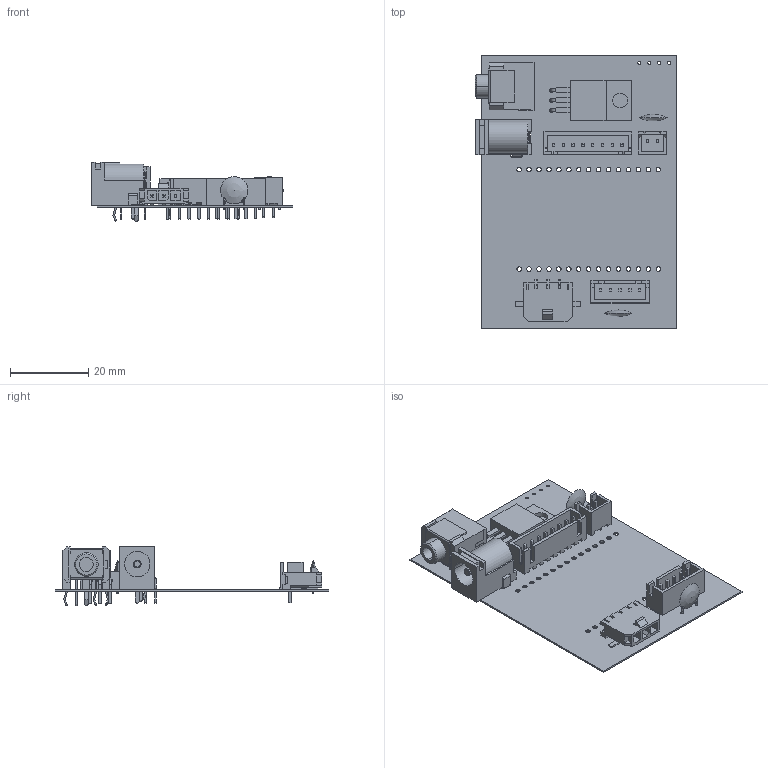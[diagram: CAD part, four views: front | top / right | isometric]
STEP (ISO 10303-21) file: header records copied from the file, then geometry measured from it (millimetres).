
FILE_DESCRIPTION(('Open CASCADE Model'),'2;1');
FILE_NAME('Open CASCADE Shape Model','2023-03-19T20:34:32',('Author'),( 'Open CASCADE'),'Open CASCADE STEP processor 7.5','Open CASCADE 7.5' ,'Unknown');
FILE_SCHEMA(('AUTOMOTIVE_DESIGN { 1 0 10303 214 1 1 1 1 }'));
Length unit declared in the file: millimetre
Products named in the file (22): PCB; Board; Open CASCADE STEP translator 7.5 1.1.1; J3; User Library-B8B-XH-A; J2; JST-XH - 2Pin v1; CN1; B5B-XH-A; C2; User Library-Ceramic Disc Capacitor 0_2in pitch(1); C1; X1; pj-102a; VR1; TO229; SEN2; 436500312; Open CASCADE STEP translator 7.5 1.9.1.1; Open CASCADE STEP translator 7.5 1.9.1.2; J1; CUI_SJ1-3545N
Assembly tree (22 placements, depth 4):
  PCB
    Board
      Open CASCADE STEP translator 7.5 1.1.1
    J3
      User Library-B8B-XH-A
    J2
      JST-XH - 2Pin v1
    CN1
      B5B-XH-A
    C2
      User Library-Ceramic Disc Capacitor 0_2in pitch(1)
    C1
      User Library-Ceramic Disc Capacitor 0_2in pitch(1)
    X1
      pj-102a
    VR1
      TO229
    SEN2
      436500312
        Open CASCADE STEP translator 7.5 1.9.1.1
        Open CASCADE STEP translator 7.5 1.9.1.2
    J1
      CUI_SJ1-3545N
Bounding box: 51.57 x 70 x 15.1 mm (x, y, z)
Volume: 4923.7 mm3; surface area: 12875.4 mm2
Topology: 15 solids, 44 shells, 1242 faces, 3281 edges, 2156 vertices
Faces by surface type: plane 991, cylinder 184, bspline 59, sphere 4, cone 4
Full cylindrical faces by diameter (mm): 0.736 x4, 0.762 x4, 0.888 x5, 0.9 x8, 1.016 x5, 1.144 x30, 1.6 x3, 3.8 x1
Entity records: 43070 total; most frequent: CARTESIAN_POINT 8077, ORIENTED_EDGE 6316, DIRECTION 5860, EDGE_CURVE 3198, LINE 2730, VECTOR 2730, VERTEX_POINT 2076, AXIS2_PLACEMENT_3D 1565
